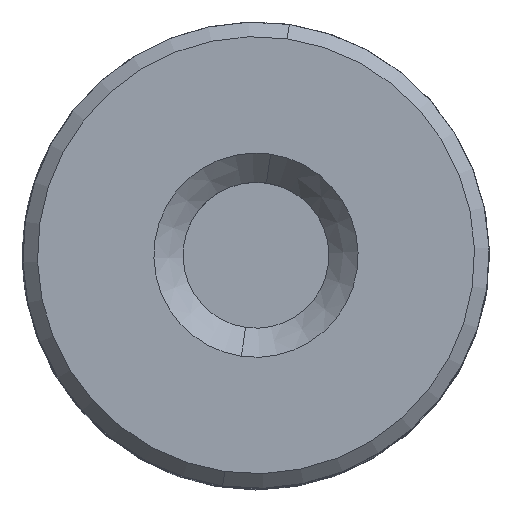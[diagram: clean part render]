
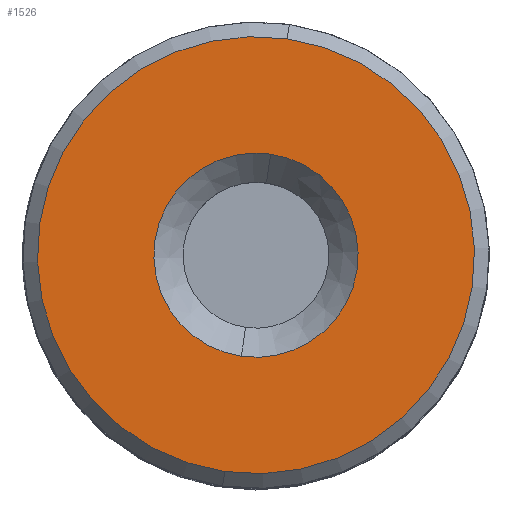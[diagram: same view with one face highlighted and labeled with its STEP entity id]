
A CAD part, top view. The second image highlights one B-rep face of the part: STEP entity #1526.
In plain terms, the highlighted face is planar.
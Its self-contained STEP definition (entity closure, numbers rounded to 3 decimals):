
#53 = CARTESIAN_POINT ( 'NONE',  ( 0., 0., 0. ) ) ;
#62 = DIRECTION ( 'NONE',  ( 0., 0., 1. ) ) ;
#161 = DIRECTION ( 'NONE',  ( 1., 0., 0. ) ) ;
#263 = CIRCLE ( 'NONE', #2152, 7.49 ) ;
#290 = FACE_OUTER_BOUND ( 'NONE', #1445, .T. ) ;
#295 = VERTEX_POINT ( 'NONE', #793 ) ;
#355 = AXIS2_PLACEMENT_3D ( 'NONE', #53, #62, #161 ) ;
#365 = AXIS2_PLACEMENT_3D ( 'NONE', #433, #503, #514 ) ;
#391 = DIRECTION ( 'NONE',  ( 0., 0., -1. ) ) ;
#393 = VERTEX_POINT ( 'NONE', #397 ) ;
#397 = CARTESIAN_POINT ( 'NONE',  ( -3.5, 0., 0. ) ) ;
#433 = CARTESIAN_POINT ( 'NONE',  ( 0., 0., 0. ) ) ;
#454 = ORIENTED_EDGE ( 'NONE', *, *, #1454, .T. ) ;
#503 = DIRECTION ( 'NONE',  ( 0., 0., 1. ) ) ;
#514 = DIRECTION ( 'NONE',  ( 1., 0., 0. ) ) ;
#534 = AXIS2_PLACEMENT_3D ( 'NONE', #2041, #391, #2090 ) ;
#792 = CIRCLE ( 'NONE', #534, 7.49 ) ;
#793 = CARTESIAN_POINT ( 'NONE',  ( 3.5, 0., 0. ) ) ;
#832 = CARTESIAN_POINT ( 'NONE',  ( 0., 0., 0. ) ) ;
#834 = CARTESIAN_POINT ( 'NONE',  ( -7.49, 0., 0. ) ) ;
#839 = DIRECTION ( 'NONE',  ( 0., 0., -1. ) ) ;
#846 = DIRECTION ( 'NONE',  ( 1., 0., 0. ) ) ;
#940 = AXIS2_PLACEMENT_3D ( 'NONE', #1095, #1403, #1406 ) ;
#987 = EDGE_CURVE ( 'NONE', #295, #393, #1484, .T. ) ;
#1011 = EDGE_LOOP ( 'NONE', ( #454, #2269 ) ) ;
#1095 = CARTESIAN_POINT ( 'NONE',  ( 0., 0., 0. ) ) ;
#1148 = FACE_BOUND ( 'NONE', #1011, .T. ) ;
#1304 = EDGE_CURVE ( 'NONE', #1929, #1982, #263, .T. ) ;
#1321 = ORIENTED_EDGE ( 'NONE', *, *, #1304, .T. ) ;
#1395 = PLANE ( 'NONE',  #940 ) ;
#1403 = DIRECTION ( 'NONE',  ( 0., 0., 1. ) ) ;
#1406 = DIRECTION ( 'NONE',  ( 1., 0., 0. ) ) ;
#1445 = EDGE_LOOP ( 'NONE', ( #1797, #1321 ) ) ;
#1454 = EDGE_CURVE ( 'NONE', #393, #295, #1741, .T. ) ;
#1484 = CIRCLE ( 'NONE', #365, 3.5 ) ;
#1507 = CARTESIAN_POINT ( 'NONE',  ( 7.49, 0., 0. ) ) ;
#1526 = ADVANCED_FACE ( 'NONE', ( #1148, #290 ), #1395, .F. ) ;
#1689 = EDGE_CURVE ( 'NONE', #1982, #1929, #792, .T. ) ;
#1741 = CIRCLE ( 'NONE', #355, 3.5 ) ;
#1797 = ORIENTED_EDGE ( 'NONE', *, *, #1689, .T. ) ;
#1929 = VERTEX_POINT ( 'NONE', #834 ) ;
#1982 = VERTEX_POINT ( 'NONE', #1507 ) ;
#2041 = CARTESIAN_POINT ( 'NONE',  ( 0., 0., 0. ) ) ;
#2090 = DIRECTION ( 'NONE',  ( 1., 0., 0. ) ) ;
#2152 = AXIS2_PLACEMENT_3D ( 'NONE', #832, #839, #846 ) ;
#2269 = ORIENTED_EDGE ( 'NONE', *, *, #987, .T. ) ;
